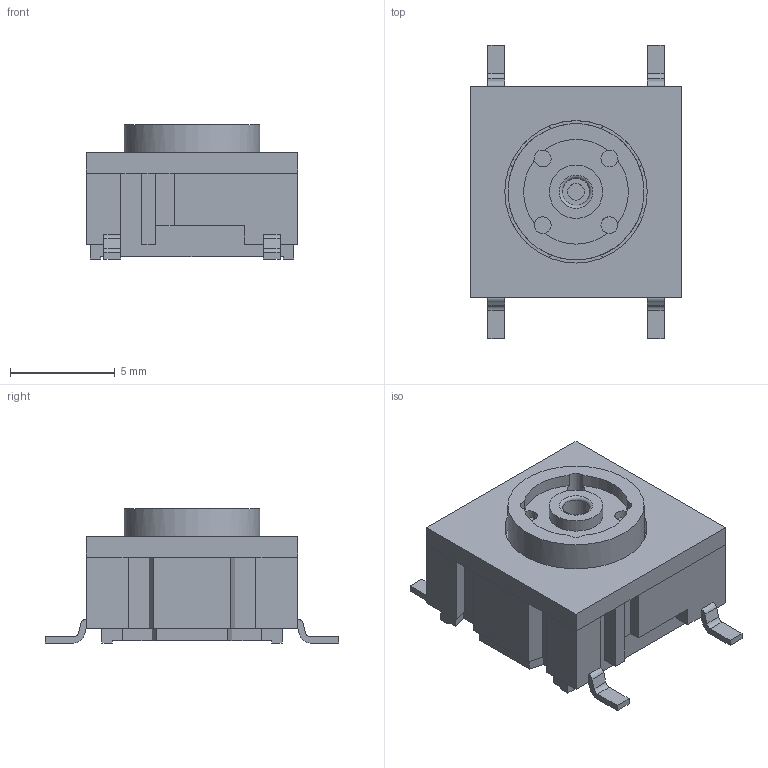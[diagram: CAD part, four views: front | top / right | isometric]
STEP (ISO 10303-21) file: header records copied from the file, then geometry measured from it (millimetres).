
FILE_DESCRIPTION(/* description */ (''),/* implementation_level */ '2;1');
FILE_NAME(/* name */ 'TL6200XxF300QG.stp',/* time_stamp */ '2025-06-04T12:33:53-05:00',/* author */ ('mroman'),/* organization */ (''),/* preprocessor_version */ 'ST-DEVELOPER v18.1',/* originating_system */ 'Autodesk Inventor 2022',/* authorisation */ '');
FILE_SCHEMA (('AUTOMOTIVE_DESIGN { 1 0 10303 214 3 1 1 }'));
Length unit declared in the file: centimetre
Products named in the file (1): TL6200XxF300QG
Bounding box: 10.1 x 14 x 6.4 mm (x, y, z)
Volume: 431.7 mm3; surface area: 838.4 mm2
Topology: 1 solids, 7 shells, 269 faces, 724 edges, 469 vertices
Faces by surface type: plane 201, cylinder 60, cone 7, torus 1
Full cylindrical faces by diameter (mm): 0.8 x9, 1 x4, 1.3 x1, 1.6 x1, 2.55 x1, 3 x1, 4.9 x1, 5.2 x1, 6.4 x1, 6.5 x1, 6.8 x1, 7 x2
Entity records: 8437 total; most frequent: CARTESIAN_POINT 1463, DIRECTION 1452, ORIENTED_EDGE 1448, EDGE_CURVE 724, LINE 536, VECTOR 536, VERTEX_POINT 469, AXIS2_PLACEMENT_3D 458
